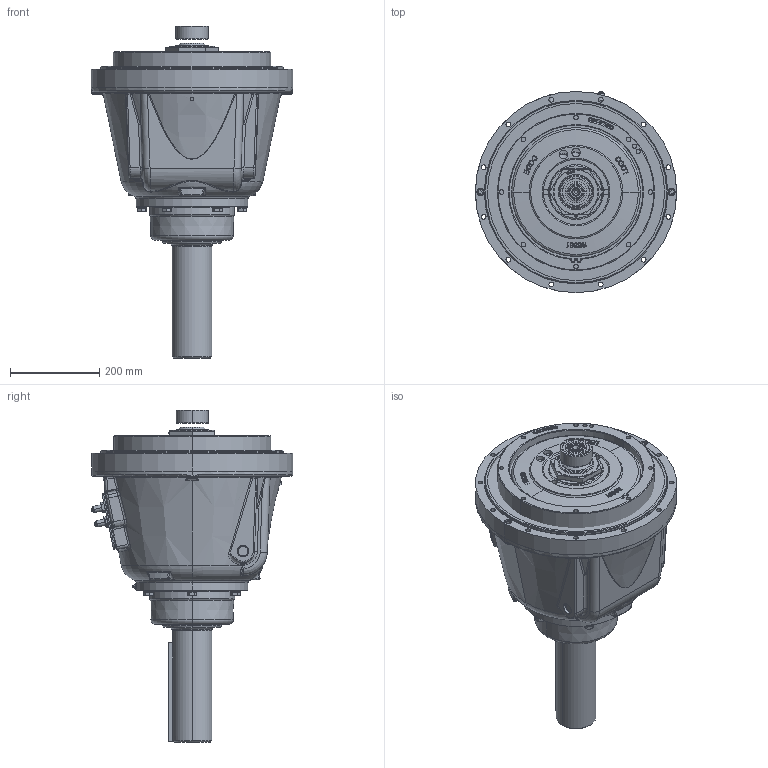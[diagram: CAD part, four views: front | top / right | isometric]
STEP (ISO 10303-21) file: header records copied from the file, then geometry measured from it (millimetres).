
FILE_DESCRIPTION (( 'STEP AP214' ), '1' );
FILE_NAME ('1030487A.STEP', '2016-10-06T18:56:17', ( '' ), ( '' ), 'SwSTEP 2.0', 'SolidWorks 2015', '' );
FILE_SCHEMA (( 'AUTOMOTIVE_DESIGN' ));
Length unit declared in the file: millimetre
Products named in the file (1): 1030487A
Bounding box: 450.85 x 451.38 x 744.05 mm (x, y, z)
Surface area: 1315919.6 mm2 (no closed solid volume)
Topology: 0 solids, 87 shells, 1151 faces, 3957 edges, 2803 vertices
Faces by surface type: plane 331, cylinder 292, bspline 275, cone 117, torus 111, sphere 25
Entity records: 75860 total; most frequent: CARTESIAN_POINT 32490, ORIENTED_EDGE 6073, DIRECTION 5704, EDGE_CURVE 3922, VERTEX_POINT 2797, AXIS2_PLACEMENT_3D 2194, EDGE_LOOP 1331, CIRCLE 1317
